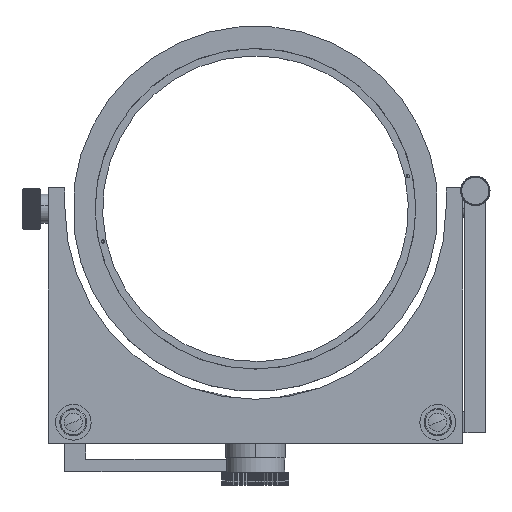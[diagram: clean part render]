
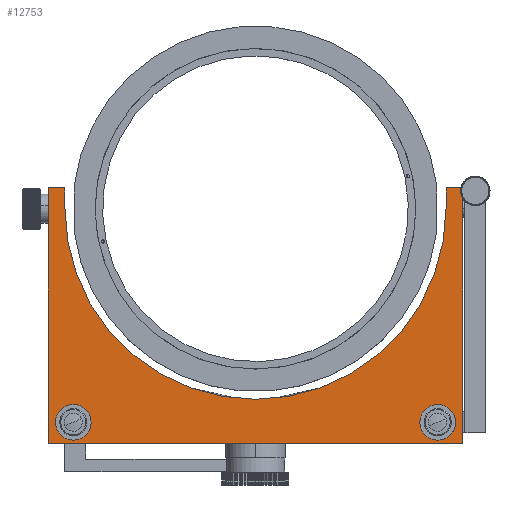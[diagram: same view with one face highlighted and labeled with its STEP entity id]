
A CAD part, top view. The second image highlights one B-rep face of the part: STEP entity #12753.
In plain terms, the highlighted planar face has unit normal (0, 0, 1).
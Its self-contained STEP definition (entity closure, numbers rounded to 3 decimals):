
#226 = EDGE_CURVE ( 'NONE', #40597, #1917, #13003, .T. ) ;
#262 = VERTEX_POINT ( 'NONE', #3769 ) ;
#419 = VECTOR ( 'NONE', #44952, 1000. ) ;
#705 = CARTESIAN_POINT ( 'NONE',  ( -115.908, 127.364, 16. ) ) ;
#804 = CARTESIAN_POINT ( 'NONE',  ( 74.092, 117.364, 16. ) ) ;
#1331 = EDGE_CURVE ( 'NONE', #28076, #43887, #26216, .T. ) ;
#1441 = CARTESIAN_POINT ( 'NONE',  ( 64.092, 15.364, 16. ) ) ;
#1579 = LINE ( 'NONE', #15263, #419 ) ;
#1909 = DIRECTION ( 'NONE',  ( 0., 1., 0. ) ) ;
#1917 = VERTEX_POINT ( 'NONE', #46803 ) ;
#3156 = EDGE_CURVE ( 'NONE', #12380, #28553, #46399, .T. ) ;
#3313 = ORIENTED_EDGE ( 'NONE', *, *, #19032, .F. ) ;
#3684 = CARTESIAN_POINT ( 'NONE',  ( -115.908, 127.364, 16. ) ) ;
#3769 = CARTESIAN_POINT ( 'NONE',  ( 82.092, 5.364, 16. ) ) ;
#5630 = CARTESIAN_POINT ( 'NONE',  ( 74.092, 127.364, 16. ) ) ;
#5752 = LINE ( 'NONE', #15846, #34205 ) ;
#5960 = CARTESIAN_POINT ( 'NONE',  ( -115.908, 127.364, 16. ) ) ;
#6411 = PLANE ( 'NONE',  #35618 ) ;
#6805 = FACE_BOUND ( 'NONE', #13027, .T. ) ;
#7407 = CARTESIAN_POINT ( 'NONE',  ( 82.092, 5.364, 16. ) ) ;
#7638 = CARTESIAN_POINT ( 'NONE',  ( -109.908, 15.364, 16. ) ) ;
#7733 = DIRECTION ( 'NONE',  ( 0., 0., 1. ) ) ;
#7768 = EDGE_CURVE ( 'NONE', #28553, #262, #10046, .T. ) ;
#9483 = AXIS2_PLACEMENT_3D ( 'NONE', #29957, #7733, #33690 ) ;
#9937 = DIRECTION ( 'NONE',  ( 0., 0., 1. ) ) ;
#10046 = LINE ( 'NONE', #19478, #19902 ) ;
#10165 = ORIENTED_EDGE ( 'NONE', *, *, #3156, .T. ) ;
#11104 = DIRECTION ( 'NONE',  ( 1., 0., 0. ) ) ;
#12330 = ORIENTED_EDGE ( 'NONE', *, *, #36092, .F. ) ;
#12380 = VERTEX_POINT ( 'NONE', #3684 ) ;
#12396 = AXIS2_PLACEMENT_3D ( 'NONE', #32148, #9937, #35900 ) ;
#12753 = ADVANCED_FACE ( 'NONE', ( #6805, #25372, #45109 ), #6411, .T. ) ;
#13003 = LINE ( 'NONE', #705, #22848 ) ;
#13027 = EDGE_LOOP ( 'NONE', ( #16212, #30525 ) ) ;
#13147 = CARTESIAN_POINT ( 'NONE',  ( 70.092, 15.364, 16. ) ) ;
#14191 = DIRECTION ( 'NONE',  ( 0., 0., 1. ) ) ;
#14379 = CARTESIAN_POINT ( 'NONE',  ( -97.908, 15.364, 16. ) ) ;
#14819 = EDGE_LOOP ( 'NONE', ( #15375, #28781 ) ) ;
#15263 = CARTESIAN_POINT ( 'NONE',  ( -107.908, 117.364, 16. ) ) ;
#15375 = ORIENTED_EDGE ( 'NONE', *, *, #28152, .F. ) ;
#15527 = LINE ( 'NONE', #5630, #43968 ) ;
#15846 = CARTESIAN_POINT ( 'NONE',  ( 82.092, 127.364, 16. ) ) ;
#16212 = ORIENTED_EDGE ( 'NONE', *, *, #1331, .F. ) ;
#16925 = DIRECTION ( 'NONE',  ( 1., 0., 0. ) ) ;
#17351 = DIRECTION ( 'NONE',  ( 0., 0., 1. ) ) ;
#17831 = AXIS2_PLACEMENT_3D ( 'NONE', #36417, #14191, #40157 ) ;
#17940 = VECTOR ( 'NONE', #19025, 1000. ) ;
#19025 = DIRECTION ( 'NONE',  ( 0., -1., 0. ) ) ;
#19032 = EDGE_CURVE ( 'NONE', #48115, #1917, #15527, .T. ) ;
#19478 = CARTESIAN_POINT ( 'NONE',  ( -115.908, 5.364, 16. ) ) ;
#19902 = VECTOR ( 'NONE', #41707, 1000. ) ;
#22848 = VECTOR ( 'NONE', #41083, 1000. ) ;
#25372 = FACE_BOUND ( 'NONE', #14819, .T. ) ;
#25566 = EDGE_CURVE ( 'NONE', #262, #40597, #5752, .T. ) ;
#25903 = CARTESIAN_POINT ( 'NONE',  ( -103.908, 15.364, 16. ) ) ;
#26216 = CIRCLE ( 'NONE', #38550, 6. ) ;
#26761 = ORIENTED_EDGE ( 'NONE', *, *, #32163, .T. ) ;
#28076 = VERTEX_POINT ( 'NONE', #14379 ) ;
#28152 = EDGE_CURVE ( 'NONE', #48015, #44113, #39451, .T. ) ;
#28553 = VERTEX_POINT ( 'NONE', #44358 ) ;
#28781 = ORIENTED_EDGE ( 'NONE', *, *, #34616, .F. ) ;
#28820 = CARTESIAN_POINT ( 'NONE',  ( 82.092, 127.364, 16. ) ) ;
#29531 = CARTESIAN_POINT ( 'NONE',  ( 76.092, 15.364, 16. ) ) ;
#29568 = ORIENTED_EDGE ( 'NONE', *, *, #25566, .T. ) ;
#29957 = CARTESIAN_POINT ( 'NONE',  ( 70.092, 15.364, 16. ) ) ;
#30349 = VECTOR ( 'NONE', #39404, 1000. ) ;
#30525 = ORIENTED_EDGE ( 'NONE', *, *, #43152, .F. ) ;
#31755 = CARTESIAN_POINT ( 'NONE',  ( -107.908, 127.364, 16. ) ) ;
#32148 = CARTESIAN_POINT ( 'NONE',  ( -16.908, 117.364, 16. ) ) ;
#32162 = VERTEX_POINT ( 'NONE', #31755 ) ;
#32163 = EDGE_CURVE ( 'NONE', #32162, #12380, #40229, .T. ) ;
#32798 = AXIS2_PLACEMENT_3D ( 'NONE', #13147, #39141, #16925 ) ;
#33358 = DIRECTION ( 'NONE',  ( 0., 0., 1. ) ) ;
#33690 = DIRECTION ( 'NONE',  ( 1., 0., 0. ) ) ;
#34205 = VECTOR ( 'NONE', #34346, 1000. ) ;
#34261 = ORIENTED_EDGE ( 'NONE', *, *, #7768, .T. ) ;
#34346 = DIRECTION ( 'NONE',  ( 0., 1., 0. ) ) ;
#34616 = EDGE_CURVE ( 'NONE', #44113, #48015, #46786, .T. ) ;
#34798 = CIRCLE ( 'NONE', #17831, 6. ) ;
#34965 = ORIENTED_EDGE ( 'NONE', *, *, #226, .T. ) ;
#35618 = AXIS2_PLACEMENT_3D ( 'NONE', #7407, #33358, #11104 ) ;
#35900 = DIRECTION ( 'NONE',  ( 1., 0., 0. ) ) ;
#36092 = EDGE_CURVE ( 'NONE', #44172, #48115, #43455, .T. ) ;
#36171 = CARTESIAN_POINT ( 'NONE',  ( -107.908, 117.364, 16. ) ) ;
#36343 = EDGE_CURVE ( 'NONE', #32162, #44172, #1579, .T. ) ;
#36417 = CARTESIAN_POINT ( 'NONE',  ( -103.908, 15.364, 16. ) ) ;
#37441 = EDGE_LOOP ( 'NONE', ( #46884, #26761, #10165, #34261, #29568, #34965, #3313, #12330 ) ) ;
#38550 = AXIS2_PLACEMENT_3D ( 'NONE', #25903, #17351, #45921 ) ;
#39141 = DIRECTION ( 'NONE',  ( 0., 0., 1. ) ) ;
#39404 = DIRECTION ( 'NONE',  ( -1., 0., 0. ) ) ;
#39451 = CIRCLE ( 'NONE', #9483, 6. ) ;
#40157 = DIRECTION ( 'NONE',  ( 1., 0., 0. ) ) ;
#40229 = LINE ( 'NONE', #5960, #30349 ) ;
#40597 = VERTEX_POINT ( 'NONE', #28820 ) ;
#41083 = DIRECTION ( 'NONE',  ( -1., 0., 0. ) ) ;
#41251 = CARTESIAN_POINT ( 'NONE',  ( -115.908, 127.364, 16. ) ) ;
#41707 = DIRECTION ( 'NONE',  ( 1., 0., 0. ) ) ;
#43152 = EDGE_CURVE ( 'NONE', #43887, #28076, #34798, .T. ) ;
#43455 = CIRCLE ( 'NONE', #12396, 91. ) ;
#43887 = VERTEX_POINT ( 'NONE', #7638 ) ;
#43968 = VECTOR ( 'NONE', #1909, 1000. ) ;
#44113 = VERTEX_POINT ( 'NONE', #1441 ) ;
#44172 = VERTEX_POINT ( 'NONE', #36171 ) ;
#44358 = CARTESIAN_POINT ( 'NONE',  ( -115.908, 5.364, 16. ) ) ;
#44952 = DIRECTION ( 'NONE',  ( 0., -1., 0. ) ) ;
#45109 = FACE_OUTER_BOUND ( 'NONE', #37441, .T. ) ;
#45921 = DIRECTION ( 'NONE',  ( 1., 0., 0. ) ) ;
#46399 = LINE ( 'NONE', #41251, #17940 ) ;
#46786 = CIRCLE ( 'NONE', #32798, 6. ) ;
#46803 = CARTESIAN_POINT ( 'NONE',  ( 74.092, 127.364, 16. ) ) ;
#46884 = ORIENTED_EDGE ( 'NONE', *, *, #36343, .F. ) ;
#48015 = VERTEX_POINT ( 'NONE', #29531 ) ;
#48115 = VERTEX_POINT ( 'NONE', #804 ) ;
